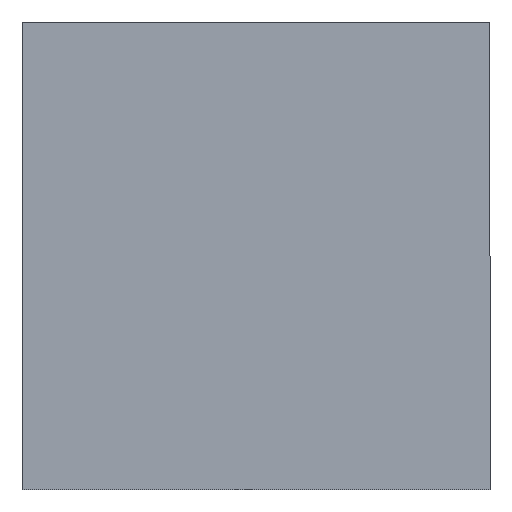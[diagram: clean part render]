
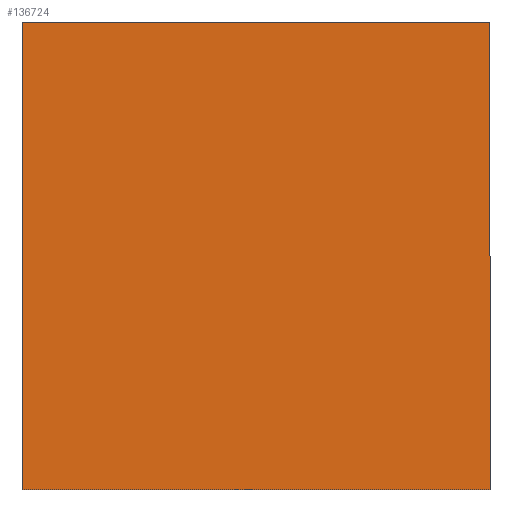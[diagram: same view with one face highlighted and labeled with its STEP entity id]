
A CAD part, top view. The second image highlights one B-rep face of the part: STEP entity #136724.
In plain terms, the highlighted planar face has unit normal (0, 0, 1).
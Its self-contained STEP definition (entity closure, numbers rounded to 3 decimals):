
#4818 = LINE ( 'NONE', #25958, #186854 ) ;
#6433 = DIRECTION ( 'NONE',  ( -1., 0., 0. ) ) ;
#16068 = DIRECTION ( 'NONE',  ( 1., 0., 0. ) ) ;
#19245 = CARTESIAN_POINT ( 'NONE',  ( -1668.129, 1805.129, 5047. ) ) ;
#19801 = EDGE_CURVE ( 'NONE', #60629, #29767, #203106, .T. ) ;
#20807 = ORIENTED_EDGE ( 'NONE', *, *, #19801, .T. ) ;
#25958 = CARTESIAN_POINT ( 'NONE',  ( 1869.129, 86.5, 5047. ) ) ;
#29767 = VERTEX_POINT ( 'NONE', #84922 ) ;
#39295 = EDGE_LOOP ( 'NONE', ( #105120, #20807, #223761, #123474 ) ) ;
#40336 = AXIS2_PLACEMENT_3D ( 'NONE', #220573, #164387, #240528 ) ;
#44697 = DIRECTION ( 'NONE',  ( 0., 1., 0. ) ) ;
#48561 = CARTESIAN_POINT ( 'NONE',  ( -1668.129, 86.5, 5047. ) ) ;
#59184 = VECTOR ( 'NONE', #16068, 1000. ) ;
#59955 = CARTESIAN_POINT ( 'NONE',  ( 1869.129, -1732.129, 5047. ) ) ;
#60629 = VERTEX_POINT ( 'NONE', #19245 ) ;
#73445 = CARTESIAN_POINT ( 'NONE',  ( 482.383, 1805.129, 5047. ) ) ;
#79743 = EDGE_CURVE ( 'NONE', #245245, #154107, #4818, .T. ) ;
#83034 = VECTOR ( 'NONE', #6433, 1000. ) ;
#84922 = CARTESIAN_POINT ( 'NONE',  ( -1668.129, -1732.129, 5047. ) ) ;
#87159 = PLANE ( 'NONE',  #40336 ) ;
#105120 = ORIENTED_EDGE ( 'NONE', *, *, #178591, .F. ) ;
#105910 = DIRECTION ( 'NONE',  ( 0., -1., 0. ) ) ;
#123474 = ORIENTED_EDGE ( 'NONE', *, *, #79743, .T. ) ;
#123580 = CARTESIAN_POINT ( 'NONE',  ( 482.383, -1732.129, 5047. ) ) ;
#132001 = LINE ( 'NONE', #73445, #59184 ) ;
#132970 = VECTOR ( 'NONE', #105910, 1000. ) ;
#136724 = ADVANCED_FACE ( 'NONE', ( #143218 ), #87159, .T. ) ;
#143218 = FACE_OUTER_BOUND ( 'NONE', #39295, .T. ) ;
#143481 = LINE ( 'NONE', #123580, #83034 ) ;
#154107 = VERTEX_POINT ( 'NONE', #164393 ) ;
#164387 = DIRECTION ( 'NONE',  ( 0., 0., 1. ) ) ;
#164393 = CARTESIAN_POINT ( 'NONE',  ( 1869.129, 1805.129, 5047. ) ) ;
#176305 = EDGE_CURVE ( 'NONE', #245245, #29767, #143481, .T. ) ;
#178591 = EDGE_CURVE ( 'NONE', #60629, #154107, #132001, .T. ) ;
#186854 = VECTOR ( 'NONE', #44697, 1000. ) ;
#203106 = LINE ( 'NONE', #48561, #132970 ) ;
#220573 = CARTESIAN_POINT ( 'NONE',  ( -25., 36.5, 5047. ) ) ;
#223761 = ORIENTED_EDGE ( 'NONE', *, *, #176305, .F. ) ;
#240528 = DIRECTION ( 'NONE',  ( 1., 0., 0. ) ) ;
#245245 = VERTEX_POINT ( 'NONE', #59955 ) ;
